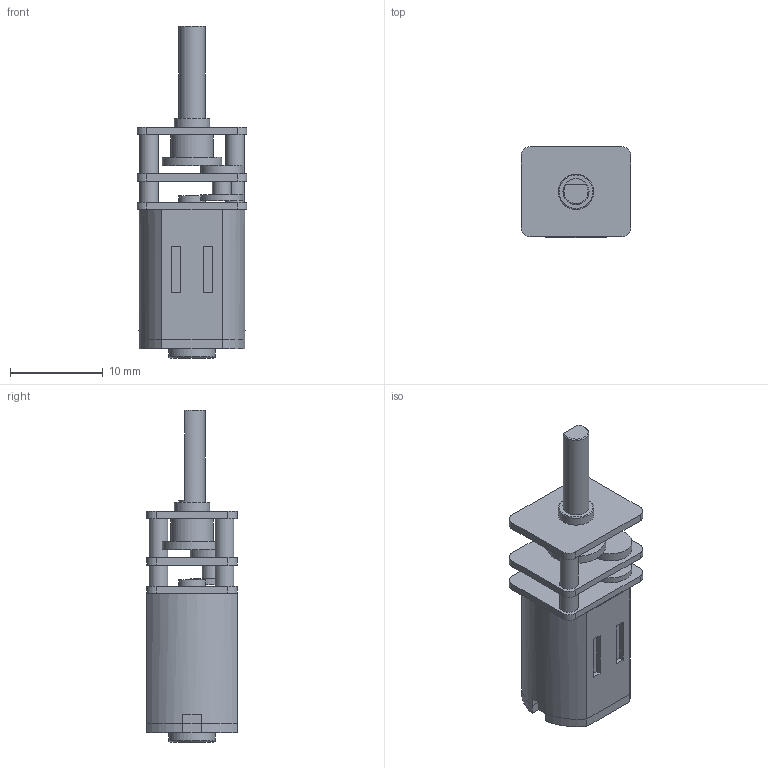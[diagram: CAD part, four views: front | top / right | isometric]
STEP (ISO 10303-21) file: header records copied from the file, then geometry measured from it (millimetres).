
FILE_DESCRIPTION(('HOOPS Exchange Step'),'2;1');
FILE_NAME('temp_export','2024-01-29T12:54:33-05:00',('mobile'),('Shapr3D Limited'),'HOOPS Exchange 2023.2','Shapr3D','Authorized');
FILE_SCHEMA( ('AUTOMOTIVE_DESIGN { 1 0 10303 214 1 1 1 1 }') );
Length unit declared in the file: millimetre
Products named in the file (1): root
Bounding box: 11.8 x 9.8 x 35.7 mm (x, y, z)
Volume: 1935.6 mm3; surface area: 2085.7 mm2
Topology: 4 solids, 4 shells, 110 faces, 278 edges, 192 vertices
Faces by surface type: plane 74, cylinder 32, torus 4
Full cylindrical faces by diameter (mm): 2 x6, 2.8 x1, 2.864 x1, 3.8 x1, 4.546 x3, 5 x1, 6.403 x1
Entity records: 3437 total; most frequent: DIRECTION 602, CARTESIAN_POINT 593, ORIENTED_EDGE 556, EDGE_CURVE 278, AXIS2_PLACEMENT_3D 215, VERTEX_POINT 192, VECTOR 172, LINE 172
